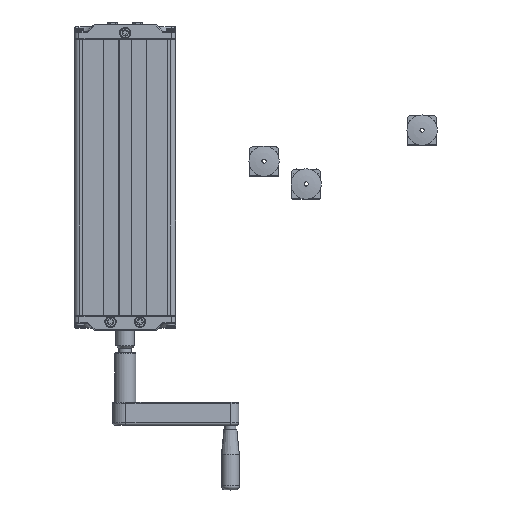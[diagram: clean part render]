
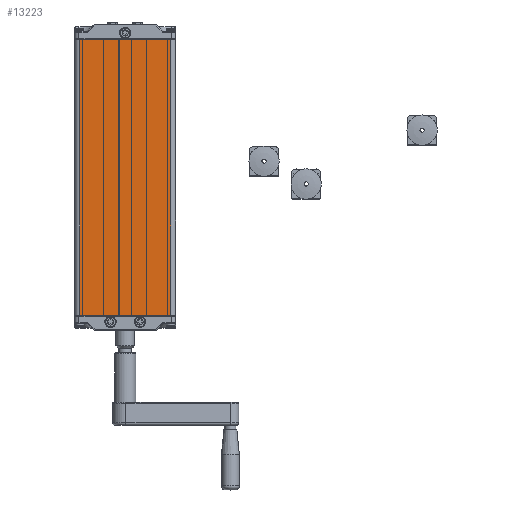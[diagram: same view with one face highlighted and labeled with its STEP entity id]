
A CAD part, top view. The second image highlights one B-rep face of the part: STEP entity #13223.
In plain terms, the highlighted planar face has unit normal (0, 0, 1).
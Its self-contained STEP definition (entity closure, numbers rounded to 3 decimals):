
#1961=FACE_OUTER_BOUND('',#2825,.T.);
#2825=EDGE_LOOP('',(#8915,#8916,#8917,#8918));
#3761=LINE('',#20776,#4743);
#3762=LINE('',#20778,#4744);
#3763=LINE('',#20780,#4745);
#3764=LINE('',#20781,#4746);
#4743=VECTOR('',#16302,327.5);
#4744=VECTOR('',#16303,108.);
#4745=VECTOR('',#16304,327.5);
#4746=VECTOR('',#16305,108.);
#5725=VERTEX_POINT('',#20774);
#5726=VERTEX_POINT('',#20775);
#5727=VERTEX_POINT('',#20777);
#5728=VERTEX_POINT('',#20779);
#6912=EDGE_CURVE('',#5725,#5726,#3761,.F.);
#6913=EDGE_CURVE('',#5726,#5727,#3762,.T.);
#6914=EDGE_CURVE('',#5727,#5728,#3763,.T.);
#6915=EDGE_CURVE('',#5728,#5725,#3764,.F.);
#8915=ORIENTED_EDGE('',*,*,#6912,.T.);
#8916=ORIENTED_EDGE('',*,*,#6913,.T.);
#8917=ORIENTED_EDGE('',*,*,#6914,.T.);
#8918=ORIENTED_EDGE('',*,*,#6915,.T.);
#12921=PLANE('',#14550);
#13223=ADVANCED_FACE('',(#1961),#12921,.T.);
#14550=AXIS2_PLACEMENT_3D('',#20773,#16300,#16301);
#16300=DIRECTION('center_axis',(0.,0.,1.));
#16301=DIRECTION('ref_axis',(1.,0.,0.));
#16302=DIRECTION('',(0.,-1.,0.));
#16303=DIRECTION('',(-1.,0.,0.));
#16304=DIRECTION('',(0.,-1.,0.));
#16305=DIRECTION('',(-1.,0.,0.));
#20773=CARTESIAN_POINT('Origin',(60.,328.5,30.));
#20774=CARTESIAN_POINT('',(54.,0.5,30.));
#20775=CARTESIAN_POINT('',(54.,328.,30.));
#20776=CARTESIAN_POINT('',(54.,328.,30.));
#20777=CARTESIAN_POINT('',(-54.,328.,30.));
#20778=CARTESIAN_POINT('',(54.,328.,30.));
#20779=CARTESIAN_POINT('',(-54.,0.5,30.));
#20780=CARTESIAN_POINT('',(-54.,328.,30.));
#20781=CARTESIAN_POINT('',(54.,0.5,30.));
